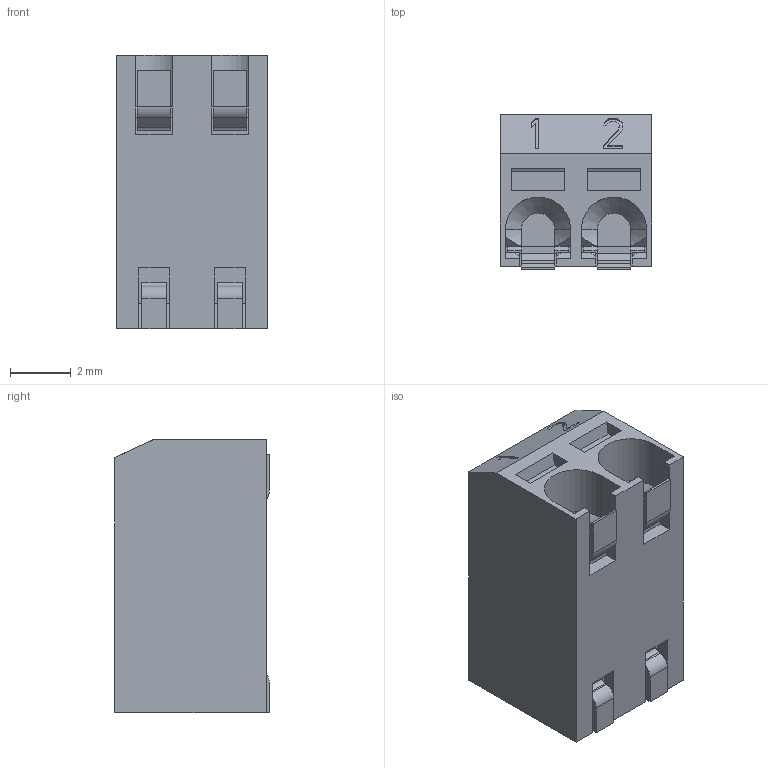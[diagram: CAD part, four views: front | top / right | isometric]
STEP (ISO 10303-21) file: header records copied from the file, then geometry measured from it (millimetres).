
FILE_DESCRIPTION (( 'STEP AP214' ), '1' );
FILE_NAME ('009276002021106.STEP', '2024-07-13T03:09:09', ( '' ), ( '' ), 'SwSTEP 2.0', 'SolidWorks 2022', '' );
FILE_SCHEMA (( 'AUTOMOTIVE_DESIGN' ));
Length unit declared in the file: millimetre
Products named in the file (1): 009276002021106
Bounding box: 5 x 5.1 x 9 mm (x, y, z)
Volume: 203.9 mm3; surface area: 280.1 mm2
Topology: 5 solids, 5 shells, 200 faces, 546 edges, 360 vertices
Faces by surface type: plane 166, cylinder 24, cone 10
Entity records: 6316 total; most frequent: CARTESIAN_POINT 1187, ORIENTED_EDGE 1092, DIRECTION 968, EDGE_CURVE 546, LINE 478, VECTOR 478, VERTEX_POINT 360, AXIS2_PLACEMENT_3D 245
